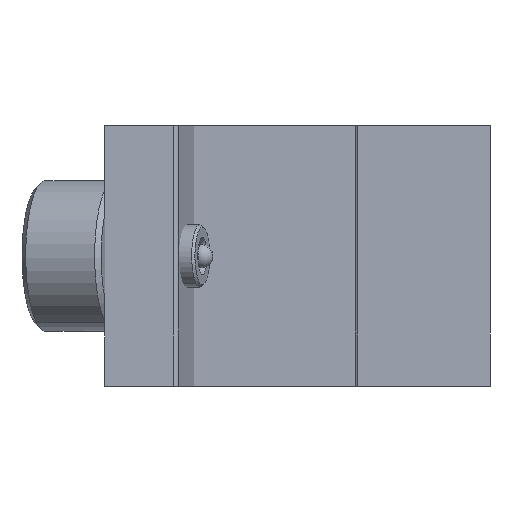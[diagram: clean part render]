
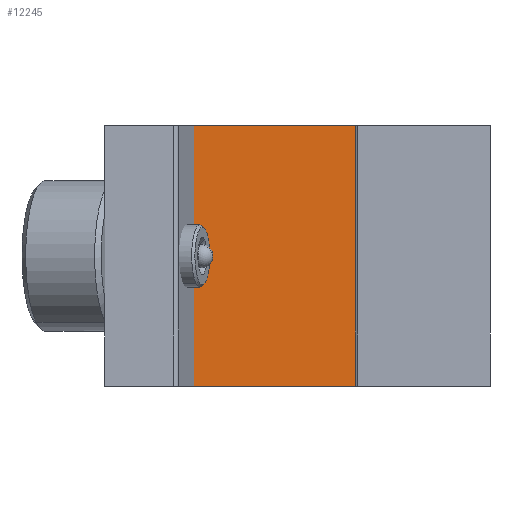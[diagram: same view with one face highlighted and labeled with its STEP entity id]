
A CAD part, top view. The second image highlights one B-rep face of the part: STEP entity #12245.
In plain terms, the highlighted planar face has unit normal (0.005, 0, 1).
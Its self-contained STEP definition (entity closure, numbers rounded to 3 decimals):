
#730 = CARTESIAN_POINT ( 'NONE',  ( 21.306, 15.367, 4.639 ) ) ;
#1765 = DIRECTION ( 'NONE',  ( 0., -1., 0. ) ) ;
#2036 = ORIENTED_EDGE ( 'NONE', *, *, #25709, .F. ) ;
#2234 = VERTEX_POINT ( 'NONE', #20077 ) ;
#3362 = ORIENTED_EDGE ( 'NONE', *, *, #25505, .F. ) ;
#4979 = CARTESIAN_POINT ( 'NONE',  ( 2.137, 15.367, 4.745 ) ) ;
#5103 = DIRECTION ( 'NONE',  ( 0., -1., 0. ) ) ;
#5195 = LINE ( 'NONE', #11344, #22664 ) ;
#7033 = VERTEX_POINT ( 'NONE', #4979 ) ;
#7211 = CARTESIAN_POINT ( 'NONE',  ( 2.137, 15.367, 4.745 ) ) ;
#9093 = DIRECTION ( 'NONE',  ( 1., 0., -0.006 ) ) ;
#10206 = ORIENTED_EDGE ( 'NONE', *, *, #15929, .T. ) ;
#10445 = VERTEX_POINT ( 'NONE', #21941 ) ;
#11344 = CARTESIAN_POINT ( 'NONE',  ( 2.137, 15.367, 4.745 ) ) ;
#12099 = DIRECTION ( 'NONE',  ( 1., 0., -0.006 ) ) ;
#12115 = CARTESIAN_POINT ( 'NONE',  ( 2.137, 15.367, 4.745 ) ) ;
#12245 = ADVANCED_FACE ( 'NONE', ( #19032 ), #12260, .F. ) ;
#12260 = PLANE ( 'NONE',  #13916 ) ;
#13852 = EDGE_LOOP ( 'NONE', ( #10206, #3362, #2036, #20455 ) ) ;
#13916 = AXIS2_PLACEMENT_3D ( 'NONE', #12115, #21134, #5103 ) ;
#15468 = VECTOR ( 'NONE', #1765, 1000. ) ;
#15929 = EDGE_CURVE ( 'NONE', #10445, #2234, #25314, .T. ) ;
#17268 = VECTOR ( 'NONE', #12099, 1000. ) ;
#18620 = LINE ( 'NONE', #7211, #28912 ) ;
#19032 = FACE_OUTER_BOUND ( 'NONE', #13852, .T. ) ;
#20048 = CARTESIAN_POINT ( 'NONE',  ( 21.306, 15.367, 4.639 ) ) ;
#20077 = CARTESIAN_POINT ( 'NONE',  ( 21.306, -9.633, 4.639 ) ) ;
#20455 = ORIENTED_EDGE ( 'NONE', *, *, #22156, .T. ) ;
#21134 = DIRECTION ( 'NONE',  ( -0.006, 0., -1. ) ) ;
#21941 = CARTESIAN_POINT ( 'NONE',  ( 2.137, -9.633, 4.745 ) ) ;
#22156 = EDGE_CURVE ( 'NONE', #7033, #10445, #18620, .T. ) ;
#22309 = LINE ( 'NONE', #20048, #15468 ) ;
#22664 = VECTOR ( 'NONE', #9093, 1000. ) ;
#25314 = LINE ( 'NONE', #25615, #17268 ) ;
#25505 = EDGE_CURVE ( 'NONE', #27037, #2234, #22309, .T. ) ;
#25511 = DIRECTION ( 'NONE',  ( 0., -1., 0. ) ) ;
#25615 = CARTESIAN_POINT ( 'NONE',  ( 2.137, -9.633, 4.745 ) ) ;
#25709 = EDGE_CURVE ( 'NONE', #7033, #27037, #5195, .T. ) ;
#27037 = VERTEX_POINT ( 'NONE', #730 ) ;
#28912 = VECTOR ( 'NONE', #25511, 1000. ) ;
